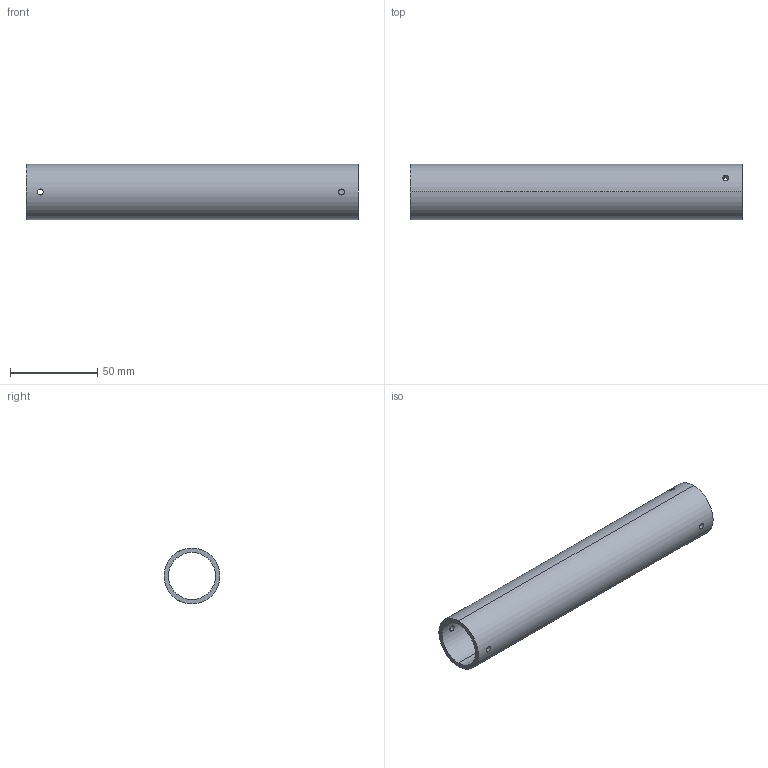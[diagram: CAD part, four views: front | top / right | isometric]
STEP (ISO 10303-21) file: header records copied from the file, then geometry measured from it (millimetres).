
FILE_DESCRIPTION (( 'STEP AP203' ), '1' );
FILE_NAME ('A-100M Casing.STEP', '2020-12-31T15:08:34', ( '' ), ( '' ), 'SwSTEP 2.0', 'SolidWorks 2020', '' );
FILE_SCHEMA (( 'CONFIG_CONTROL_DESIGN' ));
Length unit declared in the file: inch
Products named in the file (1): A-100M Casing
Bounding box: 190.5 x 32.03 x 32.03 mm (x, y, z)
Volume: 43889.8 mm3; surface area: 35863.9 mm2
Topology: 1 solids, 1 shells, 31 faces, 82 edges, 53 vertices
Faces by surface type: cone 15, cylinder 14, plane 2
Entity records: 1534 total; most frequent: CARTESIAN_POINT 704, ORIENTED_EDGE 164, DIRECTION 139, EDGE_CURVE 82, AXIS2_PLACEMENT_3D 60, VERTEX_POINT 53, EDGE_LOOP 43, B_SPLINE_CURVE_WITH_KNOTS 35
